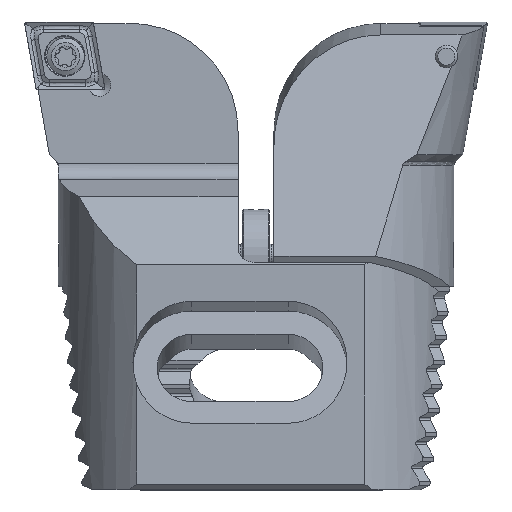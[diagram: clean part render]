
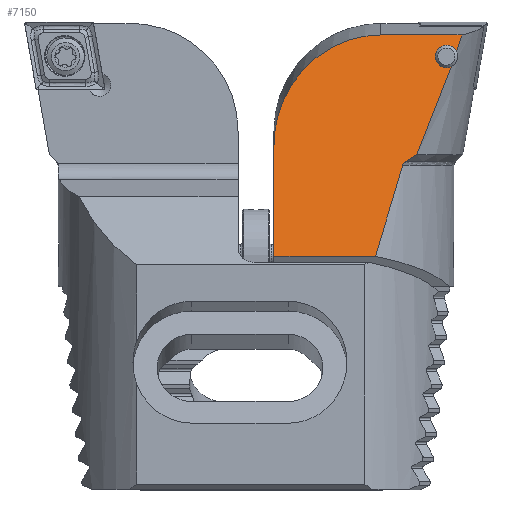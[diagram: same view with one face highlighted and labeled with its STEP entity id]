
A CAD part, top view. The second image highlights one B-rep face of the part: STEP entity #7150.
In plain terms, the highlighted face is planar.
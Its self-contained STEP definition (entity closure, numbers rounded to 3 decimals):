
#245 =( BOUNDED_CURVE ( )  B_SPLINE_CURVE ( 3, ( #1220, #6189, #5520, #3803 ),
 .UNSPECIFIED., .F., .T. ) 
 B_SPLINE_CURVE_WITH_KNOTS ( ( 4, 4 ),
 ( 3.564, 3.667 ),
 .UNSPECIFIED. ) 
 CURVE ( )  GEOMETRIC_REPRESENTATION_ITEM ( )  RATIONAL_B_SPLINE_CURVE ( ( 1., 0.999, 0.999, 1. ) ) 
 REPRESENTATION_ITEM ( '' )  );
#479 = EDGE_CURVE ( 'NONE', #5495, #1018, #2558, .T. ) ;
#500 = LINE ( 'NONE', #6091, #2082 ) ;
#585 = CARTESIAN_POINT ( 'NONE',  ( 4.734, -2.461, -17.904 ) ) ;
#623 = ORIENTED_EDGE ( 'NONE', *, *, #2970, .T. ) ;
#722 = EDGE_CURVE ( 'NONE', #3461, #7696, #6181, .T. ) ;
#844 = EDGE_CURVE ( 'NONE', #2271, #3470, #2890, .T. ) ;
#923 = FACE_OUTER_BOUND ( 'NONE', #2775, .T. ) ;
#941 = ORIENTED_EDGE ( 'NONE', *, *, #479, .T. ) ;
#953 = CARTESIAN_POINT ( 'NONE',  ( 39.9, -43.873, -29. ) ) ;
#1018 = VERTEX_POINT ( 'NONE', #1716 ) ;
#1035 = DIRECTION ( 'NONE',  ( -1., 0., 0. ) ) ;
#1164 = CARTESIAN_POINT ( 'NONE',  ( 20.919, -43.873, -29. ) ) ;
#1220 = CARTESIAN_POINT ( 'NONE',  ( 13.187, -24.824, -23.896 ) ) ;
#1246 = VECTOR ( 'NONE', #1865, 1000. ) ;
#1716 = CARTESIAN_POINT ( 'NONE',  ( 15.251, -26.157, -24.253 ) ) ;
#1730 = CARTESIAN_POINT ( 'NONE',  ( 15.782, -26.714, -24.402 ) ) ;
#1765 = CARTESIAN_POINT ( 'NONE',  ( 5.755, -5.561, -18.734 ) ) ;
#1865 = DIRECTION ( 'NONE',  ( -1., 0., 0. ) ) ;
#1943 = CARTESIAN_POINT ( 'NONE',  ( 19.9, -2.461, -17.904 ) ) ;
#2082 = VECTOR ( 'NONE', #1035, 1000. ) ;
#2137 = CARTESIAN_POINT ( 'NONE',  ( 39.9, -43.873, -29. ) ) ;
#2271 = VERTEX_POINT ( 'NONE', #953 ) ;
#2330 = CARTESIAN_POINT ( 'NONE',  ( 5.755, -5.561, -18.734 ) ) ;
#2429 = CARTESIAN_POINT ( 'NONE',  ( 15.82, -26.864, -24.442 ) ) ;
#2451 = VERTEX_POINT ( 'NONE', #4381 ) ;
#2486 = ORIENTED_EDGE ( 'NONE', *, *, #7283, .T. ) ;
#2558 = B_SPLINE_CURVE_WITH_KNOTS ( 'NONE', 3,
 ( #4768, #1730, #6680, #3604, #7915, #4826 ),
 .UNSPECIFIED., .F., .F.,
 ( 4, 2, 4 ),
 ( 0., 0., 0.001 ),
 .UNSPECIFIED. ) ;
#2565 =( BOUNDED_CURVE ( )  B_SPLINE_CURVE ( 3, ( #1943, #4359, #4930, #6771 ),
 .UNSPECIFIED., .F., .T. ) 
 B_SPLINE_CURVE_WITH_KNOTS ( ( 4, 4 ),
 ( 3.142, 4.712 ),
 .UNSPECIFIED. ) 
 CURVE ( )  GEOMETRIC_REPRESENTATION_ITEM ( )  RATIONAL_B_SPLINE_CURVE ( ( 1., 0.805, 0.805, 1. ) ) 
 REPRESENTATION_ITEM ( '' )  );
#2573 = VERTEX_POINT ( 'NONE', #7486 ) ;
#2650 =( BOUNDED_CURVE ( )  B_SPLINE_CURVE ( 3, ( #6575, #5380, #3582, #4834, #5533, #5499, #1765 ),
 .UNSPECIFIED., .F., .F. ) 
 B_SPLINE_CURVE_WITH_KNOTS ( ( 4, 3, 4 ),
 ( 2.682, 5.042, 7.402 ),
 .UNSPECIFIED. ) 
 CURVE ( )  GEOMETRIC_REPRESENTATION_ITEM ( )  RATIONAL_B_SPLINE_CURVE ( ( 1., 0.587, 0.587, 1., 0.587, 0.587, 1. ) ) 
 REPRESENTATION_ITEM ( '' )  );
#2753 = CARTESIAN_POINT ( 'NONE',  ( 15.82, -26.864, -24.442 ) ) ;
#2775 = EDGE_LOOP ( 'NONE', ( #5926, #623, #6100, #4910, #4266, #6429, #4331, #3948, #941, #2486 ) ) ;
#2890 = LINE ( 'NONE', #2137, #5997 ) ;
#2892 = DIRECTION ( 'NONE',  ( 0., -0.259, 0.966 ) ) ;
#2970 = EDGE_CURVE ( 'NONE', #4168, #3461, #2650, .T. ) ;
#3317 = B_SPLINE_CURVE_WITH_KNOTS ( 'NONE', 3,
 ( #5637, #5734, #4476, #7571 ),
 .UNSPECIFIED., .F., .F.,
 ( 4, 4 ),
 ( 0.001, 0.003 ),
 .UNSPECIFIED. ) ;
#3461 = VERTEX_POINT ( 'NONE', #7326 ) ;
#3470 = VERTEX_POINT ( 'NONE', #5531 ) ;
#3582 = CARTESIAN_POINT ( 'NONE',  ( 10.344, -7.885, -19.357 ) ) ;
#3604 = CARTESIAN_POINT ( 'NONE',  ( 15.504, -26.342, -24.302 ) ) ;
#3803 = CARTESIAN_POINT ( 'NONE',  ( 6.712, -8.36, -19.484 ) ) ;
#3948 = ORIENTED_EDGE ( 'NONE', *, *, #7201, .T. ) ;
#3954 = EDGE_CURVE ( 'NONE', #4734, #4168, #245, .T. ) ;
#4168 = VERTEX_POINT ( 'NONE', #7119 ) ;
#4266 = ORIENTED_EDGE ( 'NONE', *, *, #4736, .T. ) ;
#4331 = ORIENTED_EDGE ( 'NONE', *, *, #6774, .T. ) ;
#4359 = CARTESIAN_POINT ( 'NONE',  ( 31.616, -2.461, -17.904 ) ) ;
#4381 = CARTESIAN_POINT ( 'NONE',  ( 19.9, -2.461, -17.904 ) ) ;
#4476 = CARTESIAN_POINT ( 'NONE',  ( 13.87, -25.275, -24.017 ) ) ;
#4582 = EDGE_CURVE ( 'NONE', #2451, #7696, #500, .T. ) ;
#4689 = CARTESIAN_POINT ( 'NONE',  ( 84., -2.461, -17.904 ) ) ;
#4734 = VERTEX_POINT ( 'NONE', #6260 ) ;
#4736 = EDGE_CURVE ( 'NONE', #2451, #3470, #2565, .T. ) ;
#4768 = CARTESIAN_POINT ( 'NONE',  ( 15.82, -26.864, -24.442 ) ) ;
#4801 = AXIS2_PLACEMENT_3D ( 'NONE', #4689, #2892, #5318 ) ;
#4826 = CARTESIAN_POINT ( 'NONE',  ( 15.251, -26.157, -24.253 ) ) ;
#4834 = CARTESIAN_POINT ( 'NONE',  ( 9.631, -5.799, -18.798 ) ) ;
#4864 = CARTESIAN_POINT ( 'NONE',  ( 5.413, -4.542, -18.461 ) ) ;
#4910 = ORIENTED_EDGE ( 'NONE', *, *, #4582, .F. ) ;
#4930 = CARTESIAN_POINT ( 'NONE',  ( 39.9, -11.092, -20.216 ) ) ;
#5193 = CARTESIAN_POINT ( 'NONE',  ( 4.734, -2.461, -17.904 ) ) ;
#5276 = DIRECTION ( 'NONE',  ( 0., 0.966, 0.259 ) ) ;
#5318 = DIRECTION ( 'NONE',  ( 0., -0.966, -0.259 ) ) ;
#5380 = CARTESIAN_POINT ( 'NONE',  ( 8.687, -9.339, -19.747 ) ) ;
#5441 = PLANE ( 'NONE',  #4801 ) ;
#5472 = CARTESIAN_POINT ( 'NONE',  ( 5.073, -3.509, -18.184 ) ) ;
#5494 = CARTESIAN_POINT ( 'NONE',  ( 17.372, -33.13, -26.121 ) ) ;
#5495 = VERTEX_POINT ( 'NONE', #2753 ) ;
#5499 = CARTESIAN_POINT ( 'NONE',  ( 6.719, -3.578, -18.203 ) ) ;
#5520 = CARTESIAN_POINT ( 'NONE',  ( 8.812, -14.396, -21.102 ) ) ;
#5526 = CARTESIAN_POINT ( 'NONE',  ( 19.077, -38.816, -27.645 ) ) ;
#5531 = CARTESIAN_POINT ( 'NONE',  ( 39.9, -23.297, -23.487 ) ) ;
#5533 = CARTESIAN_POINT ( 'NONE',  ( 8.918, -3.714, -18.239 ) ) ;
#5622 = CARTESIAN_POINT ( 'NONE',  ( 84., -43.873, -29. ) ) ;
#5637 = CARTESIAN_POINT ( 'NONE',  ( 15.251, -26.157, -24.253 ) ) ;
#5734 = CARTESIAN_POINT ( 'NONE',  ( 14.558, -25.72, -24.136 ) ) ;
#5926 = ORIENTED_EDGE ( 'NONE', *, *, #3954, .T. ) ;
#5997 = VECTOR ( 'NONE', #5276, 1000. ) ;
#6091 = CARTESIAN_POINT ( 'NONE',  ( 84., -2.461, -17.904 ) ) ;
#6100 = ORIENTED_EDGE ( 'NONE', *, *, #722, .T. ) ;
#6181 =( BOUNDED_CURVE ( )  B_SPLINE_CURVE ( 3, ( #2330, #4864, #5472, #585 ),
 .UNSPECIFIED., .F., .T. ) 
 B_SPLINE_CURVE_WITH_KNOTS ( ( 4, 4 ),
 ( 3.683, 3.7 ),
 .UNSPECIFIED. ) 
 CURVE ( )  GEOMETRIC_REPRESENTATION_ITEM ( )  RATIONAL_B_SPLINE_CURVE ( ( 1., 1., 1., 1. ) ) 
 REPRESENTATION_ITEM ( '' )  );
#6189 = CARTESIAN_POINT ( 'NONE',  ( 10.973, -19.889, -22.573 ) ) ;
#6260 = CARTESIAN_POINT ( 'NONE',  ( 13.187, -24.824, -23.896 ) ) ;
#6429 = ORIENTED_EDGE ( 'NONE', *, *, #844, .F. ) ;
#6575 = CARTESIAN_POINT ( 'NONE',  ( 6.712, -8.36, -19.484 ) ) ;
#6680 = CARTESIAN_POINT ( 'NONE',  ( 15.704, -26.578, -24.366 ) ) ;
#6771 = CARTESIAN_POINT ( 'NONE',  ( 39.9, -23.297, -23.487 ) ) ;
#6774 = EDGE_CURVE ( 'NONE', #2271, #2573, #7710, .T. ) ;
#7119 = CARTESIAN_POINT ( 'NONE',  ( 6.712, -8.36, -19.484 ) ) ;
#7150 = ADVANCED_FACE ( 'NONE', ( #923 ), #5441, .F. ) ;
#7201 = EDGE_CURVE ( 'NONE', #2573, #5495, #7509, .T. ) ;
#7283 = EDGE_CURVE ( 'NONE', #1018, #4734, #3317, .T. ) ;
#7326 = CARTESIAN_POINT ( 'NONE',  ( 5.755, -5.561, -18.734 ) ) ;
#7486 = CARTESIAN_POINT ( 'NONE',  ( 20.919, -43.873, -29. ) ) ;
#7509 =( BOUNDED_CURVE ( )  B_SPLINE_CURVE ( 3, ( #1164, #5526, #5494, #2429 ),
 .UNSPECIFIED., .F., .T. ) 
 B_SPLINE_CURVE_WITH_KNOTS ( ( 4, 4 ),
 ( 3.776, 3.966 ),
 .UNSPECIFIED. ) 
 CURVE ( )  GEOMETRIC_REPRESENTATION_ITEM ( )  RATIONAL_B_SPLINE_CURVE ( ( 1., 0.997, 0.997, 1. ) ) 
 REPRESENTATION_ITEM ( '' )  );
#7571 = CARTESIAN_POINT ( 'NONE',  ( 13.187, -24.824, -23.896 ) ) ;
#7696 = VERTEX_POINT ( 'NONE', #5193 ) ;
#7710 = LINE ( 'NONE', #5622, #1246 ) ;
#7915 = CARTESIAN_POINT ( 'NONE',  ( 15.384, -26.241, -24.276 ) ) ;
